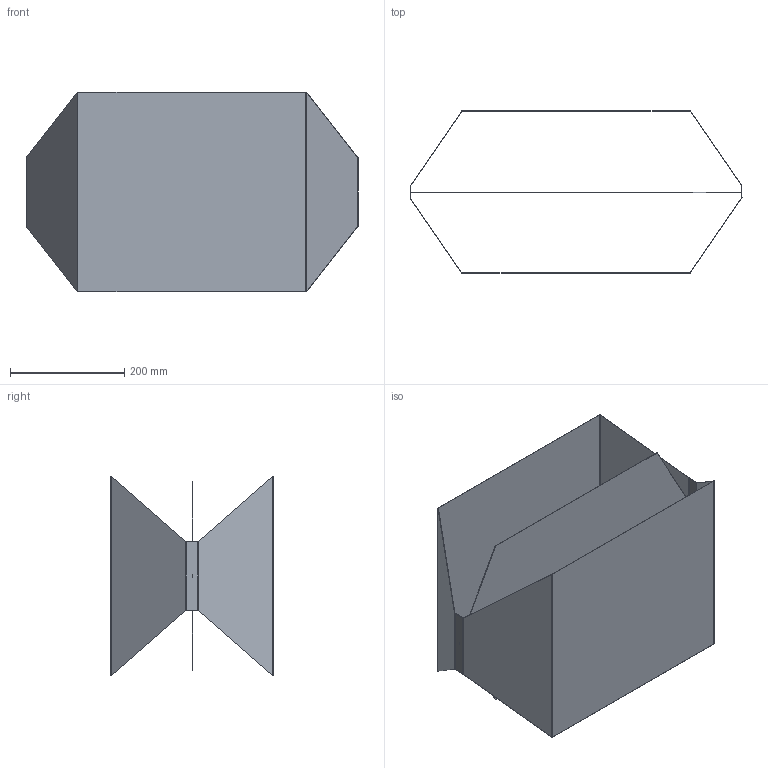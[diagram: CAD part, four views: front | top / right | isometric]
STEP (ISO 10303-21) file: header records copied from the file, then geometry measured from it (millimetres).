
FILE_DESCRIPTION(/* description */ (''),/* implementation_level */ '2;1');
FILE_NAME(/* name */ 'Linia TEM rev.3.0 (calculated as sheet metal) v9.step',/* time_stamp */ '2023-02-25T11:26:20+01:00',/* author */ (''),/* organization */ (''),/* preprocessor_version */ 'ST-DEVELOPER v19.2',/* originating_system */ 'Autodesk Translation Framework v11.17.0.187',/* authorisation */ '');
FILE_SCHEMA (('AUTOMOTIVE_DESIGN { 1 0 10303 214 3 1 1 }'));
Length unit declared in the file: millimetre
Products named in the file (3): Linia TEM rev.3.0 (calculated as sheet metal); bok; srodek
Assembly tree (3 placements, depth 2):
  Linia TEM rev.3.0 (calculated as sheet metal)
    bok  x2
    srodek
Bounding box: 581.69 x 284.35 x 350 mm (x, y, z)
Volume: 480571.5 mm3; surface area: 1205765.9 mm2
Topology: 3 solids, 3 shells, 106 faces, 244 edges, 144 vertices
Faces by surface type: plane 82, cylinder 16, bspline 8
Entity records: 1805 total; most frequent: CARTESIAN_POINT 374, ORIENTED_EDGE 280, DIRECTION 272, EDGE_CURVE 140, LINE 116, VECTOR 116, VERTEX_POINT 84, AXIS2_PLACEMENT_3D 78
